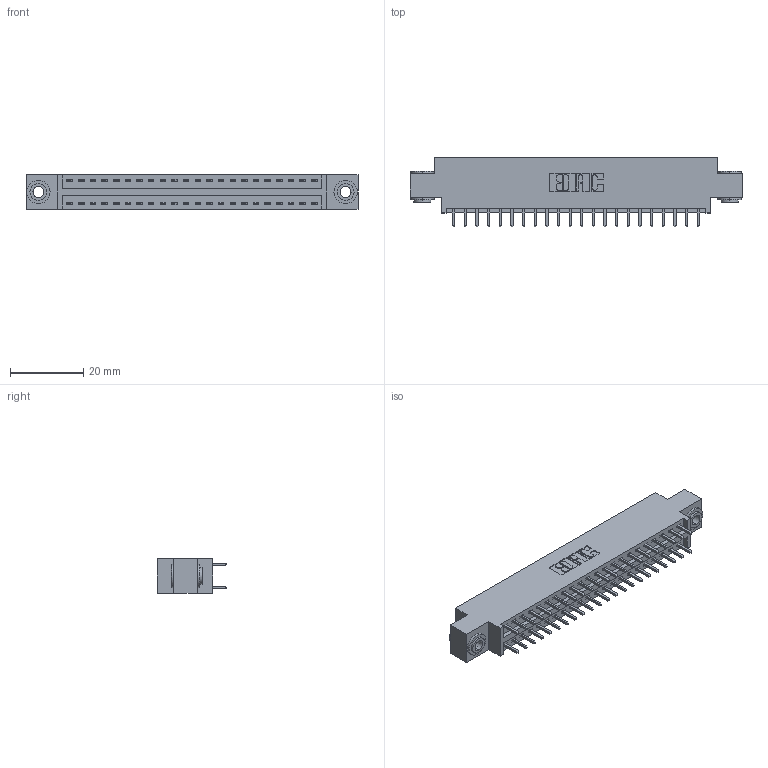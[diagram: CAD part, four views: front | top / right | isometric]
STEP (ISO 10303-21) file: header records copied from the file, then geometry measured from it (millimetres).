
FILE_DESCRIPTION (( 'STEP AP203' ), '1' );
FILE_NAME ('396-044-521-803.STEP', '2018-09-07T03:30:16', ( '' ), ( '' ), 'SwSTEP 2.0', 'SolidWorks 2016', '' );
FILE_SCHEMA (( 'CONFIG_CONTROL_DESIGN' ));
Length unit declared in the file: inch
Products named in the file (4): 346 Part_0.170 Offset - 0.156 Dia-TH; 345-292-001_345-293-121; 345-250-002_345-250-002-102; 396-044-521-803
Assembly tree (47 placements, depth 2):
  396-044-521-803
    346 Part_0.170 Offset - 0.156 Dia-TH
    345-292-001_345-293-121  x44
    345-250-002_345-250-002-102  x2
Bounding box: 90.42 x 19.05 x 9.4 mm (x, y, z)
Volume: 8509 mm3; surface area: 11654.6 mm2
Topology: 47 solids, 47 shells, 2452 faces, 7237 edges, 4762 vertices
Faces by surface type: plane 1630, cylinder 814, cone 8
Entity records: 17850 total; most frequent: CARTESIAN_POINT 2947, ORIENTED_EDGE 2874, DIRECTION 2679, EDGE_CURVE 1437, LINE 1193, VECTOR 1193, VERTEX_POINT 954, AXIS2_PLACEMENT_3D 743
